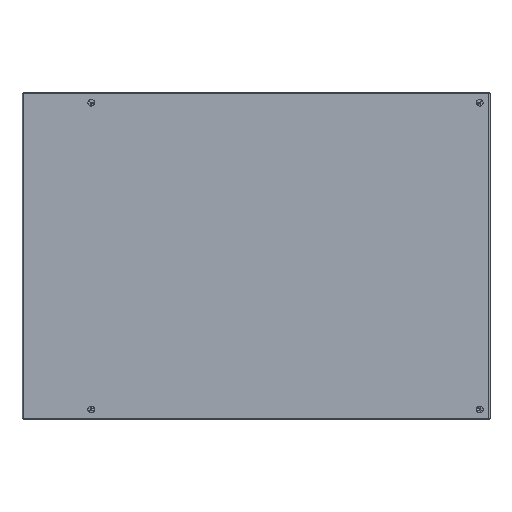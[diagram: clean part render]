
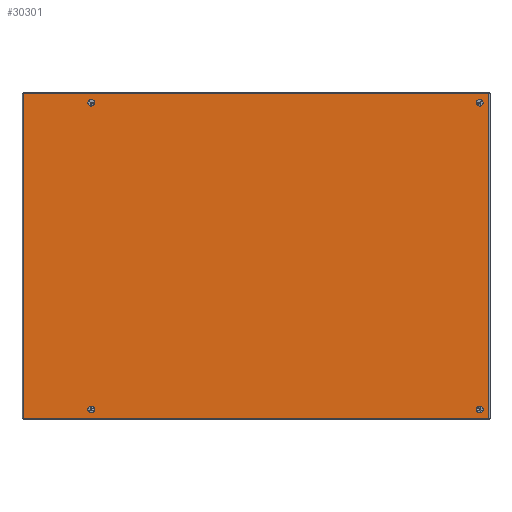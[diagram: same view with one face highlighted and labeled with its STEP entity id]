
A CAD part, left-side view. The second image highlights one B-rep face of the part: STEP entity #30301.
In plain terms, the highlighted face is planar.
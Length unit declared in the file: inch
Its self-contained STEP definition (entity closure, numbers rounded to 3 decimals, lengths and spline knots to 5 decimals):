
#1763 = EDGE_LOOP ( 'NONE', ( #4838, #2569, #49892, #42480 ) ) ;
#2569 = ORIENTED_EDGE ( 'NONE', *, *, #51644, .T. ) ;
#3641 = DIRECTION ( 'NONE',  ( 0., -1., 0. ) ) ;
#3799 = CARTESIAN_POINT ( 'NONE',  ( 11.5, 0., 14.221 ) ) ;
#4031 = EDGE_CURVE ( 'NONE', #44794, #14000, #31595, .T. ) ;
#4838 = ORIENTED_EDGE ( 'NONE', *, *, #14334, .F. ) ;
#5203 = AXIS2_PLACEMENT_3D ( 'NONE', #27096, #44506, #43758 ) ;
#5568 = FACE_BOUND ( 'NONE', #36020, .T. ) ;
#6789 = CIRCLE ( 'NONE', #46807, 0.25 ) ;
#7159 = DIRECTION ( 'NONE',  ( 0., 0., 1. ) ) ;
#7552 = CARTESIAN_POINT ( 'NONE',  ( 11., 0., 14.221 ) ) ;
#8196 = CARTESIAN_POINT ( 'NONE',  ( -11.928, 0., -14.921 ) ) ;
#8953 = CIRCLE ( 'NONE', #13686, 0.25 ) ;
#9711 = ORIENTED_EDGE ( 'NONE', *, *, #43469, .T. ) ;
#10207 = CIRCLE ( 'NONE', #19521, 0.25 ) ;
#12400 = CARTESIAN_POINT ( 'NONE',  ( 11.928, 0., -14.921 ) ) ;
#12596 = DIRECTION ( 'NONE',  ( -1., 0., 0. ) ) ;
#12678 = FACE_OUTER_BOUND ( 'NONE', #1763, .T. ) ;
#13106 = CARTESIAN_POINT ( 'NONE',  ( -11., 0., 14.221 ) ) ;
#13686 = AXIS2_PLACEMENT_3D ( 'NONE', #26660, #30943, #35075 ) ;
#14000 = VERTEX_POINT ( 'NONE', #12400 ) ;
#14334 = EDGE_CURVE ( 'NONE', #15525, #14000, #23132, .T. ) ;
#14661 = CIRCLE ( 'NONE', #31190, 0.25 ) ;
#14990 = EDGE_CURVE ( 'NONE', #41435, #24079, #41540, .T. ) ;
#15383 = CARTESIAN_POINT ( 'NONE',  ( -11.25, 0., -14.279 ) ) ;
#15525 = VERTEX_POINT ( 'NONE', #8196 ) ;
#15552 = DIRECTION ( 'NONE',  ( 0., -1., 0. ) ) ;
#15612 = CARTESIAN_POINT ( 'NONE',  ( 11.25, 0., -14.029 ) ) ;
#15943 = ORIENTED_EDGE ( 'NONE', *, *, #23175, .T. ) ;
#16638 = CARTESIAN_POINT ( 'NONE',  ( 11.25, 0., -14.279 ) ) ;
#16816 = DIRECTION ( 'NONE',  ( 0., 0., -1. ) ) ;
#17495 = AXIS2_PLACEMENT_3D ( 'NONE', #15383, #15552, #54059 ) ;
#18104 = VERTEX_POINT ( 'NONE', #43291 ) ;
#19351 = CIRCLE ( 'NONE', #5203, 0.25 ) ;
#19521 = AXIS2_PLACEMENT_3D ( 'NONE', #26646, #31278, #39765 ) ;
#20074 = VECTOR ( 'NONE', #7159, 39.37008 ) ;
#20738 = ORIENTED_EDGE ( 'NONE', *, *, #24229, .T. ) ;
#20757 = LINE ( 'NONE', #33580, #45587 ) ;
#20759 = LINE ( 'NONE', #32967, #20074 ) ;
#21023 = ORIENTED_EDGE ( 'NONE', *, *, #29344, .T. ) ;
#21072 = DIRECTION ( 'NONE',  ( 0., -1., 0. ) ) ;
#21825 = CARTESIAN_POINT ( 'NONE',  ( 11.25, 0., -14.529 ) ) ;
#23132 = LINE ( 'NONE', #34735, #31858 ) ;
#23175 = EDGE_CURVE ( 'NONE', #24079, #41435, #8953, .T. ) ;
#24079 = VERTEX_POINT ( 'NONE', #21825 ) ;
#24229 = EDGE_CURVE ( 'NONE', #29317, #40949, #19351, .T. ) ;
#24758 = CARTESIAN_POINT ( 'NONE',  ( 11.25, 0., 14.221 ) ) ;
#25481 = DIRECTION ( 'NONE',  ( -1., 0., 0. ) ) ;
#25952 = AXIS2_PLACEMENT_3D ( 'NONE', #51053, #21072, #51233 ) ;
#26295 = DIRECTION ( 'NONE',  ( 1., 0., 0. ) ) ;
#26646 = CARTESIAN_POINT ( 'NONE',  ( 11.25, 0., 14.221 ) ) ;
#26660 = CARTESIAN_POINT ( 'NONE',  ( 11.25, 0., -14.279 ) ) ;
#27096 = CARTESIAN_POINT ( 'NONE',  ( -11.25, 0., -14.279 ) ) ;
#28730 = DIRECTION ( 'NONE',  ( -1., 0., 0. ) ) ;
#29317 = VERTEX_POINT ( 'NONE', #35421 ) ;
#29344 = EDGE_CURVE ( 'NONE', #31244, #31141, #10207, .T. ) ;
#29806 = VERTEX_POINT ( 'NONE', #42160 ) ;
#30301 = ADVANCED_FACE ( 'NONE', ( #52536, #5568, #12678, #39623, #34734 ), #41185, .F. ) ;
#30911 = DIRECTION ( 'NONE',  ( 0., 0., -1. ) ) ;
#30943 = DIRECTION ( 'NONE',  ( 0., -1., 0. ) ) ;
#31141 = VERTEX_POINT ( 'NONE', #7552 ) ;
#31190 = AXIS2_PLACEMENT_3D ( 'NONE', #24758, #3641, #12596 ) ;
#31244 = VERTEX_POINT ( 'NONE', #3799 ) ;
#31277 = VERTEX_POINT ( 'NONE', #13106 ) ;
#31278 = DIRECTION ( 'NONE',  ( 0., -1., 0. ) ) ;
#31423 = CARTESIAN_POINT ( 'NONE',  ( -11.5, 0., -14.279 ) ) ;
#31595 = LINE ( 'NONE', #44047, #46389 ) ;
#31858 = VECTOR ( 'NONE', #26295, 39.37008 ) ;
#32436 = ORIENTED_EDGE ( 'NONE', *, *, #50673, .T. ) ;
#32967 = CARTESIAN_POINT ( 'NONE',  ( -11.928, 0., 19.242 ) ) ;
#33067 = CARTESIAN_POINT ( 'NONE',  ( -11.25, 0., 14.221 ) ) ;
#33498 = DIRECTION ( 'NONE',  ( 0., -1., 0. ) ) ;
#33580 = CARTESIAN_POINT ( 'NONE',  ( 11.928, 0., 19.19059 ) ) ;
#33615 = EDGE_CURVE ( 'NONE', #31141, #31244, #14661, .T. ) ;
#33734 = ORIENTED_EDGE ( 'NONE', *, *, #14990, .T. ) ;
#33850 = ORIENTED_EDGE ( 'NONE', *, *, #33615, .T. ) ;
#34734 = FACE_BOUND ( 'NONE', #53960, .T. ) ;
#34735 = CARTESIAN_POINT ( 'NONE',  ( 11.928, 0., -14.921 ) ) ;
#35075 = DIRECTION ( 'NONE',  ( 0., 0., -1. ) ) ;
#35421 = CARTESIAN_POINT ( 'NONE',  ( -11., 0., -14.279 ) ) ;
#35585 = DIRECTION ( 'NONE',  ( 0., -1., 0. ) ) ;
#36020 = EDGE_LOOP ( 'NONE', ( #9711, #20738 ) ) ;
#36669 = CIRCLE ( 'NONE', #38888, 0.25 ) ;
#37009 = DIRECTION ( 'NONE',  ( -1., 0., 0. ) ) ;
#38888 = AXIS2_PLACEMENT_3D ( 'NONE', #52076, #35585, #25481 ) ;
#39623 = FACE_BOUND ( 'NONE', #49297, .T. ) ;
#39765 = DIRECTION ( 'NONE',  ( -1., 0., 0. ) ) ;
#39813 = AXIS2_PLACEMENT_3D ( 'NONE', #16638, #33498, #16816 ) ;
#40126 = EDGE_CURVE ( 'NONE', #44794, #18104, #20757, .T. ) ;
#40519 = CIRCLE ( 'NONE', #17495, 0.25 ) ;
#40949 = VERTEX_POINT ( 'NONE', #31423 ) ;
#41185 = PLANE ( 'NONE',  #25952 ) ;
#41435 = VERTEX_POINT ( 'NONE', #15612 ) ;
#41540 = CIRCLE ( 'NONE', #39813, 0.25 ) ;
#42160 = CARTESIAN_POINT ( 'NONE',  ( -11.5, 0., 14.221 ) ) ;
#42480 = ORIENTED_EDGE ( 'NONE', *, *, #4031, .T. ) ;
#43291 = CARTESIAN_POINT ( 'NONE',  ( -11.928, 0., 19.19059 ) ) ;
#43469 = EDGE_CURVE ( 'NONE', #40949, #29317, #40519, .T. ) ;
#43758 = DIRECTION ( 'NONE',  ( -1., 0., 0. ) ) ;
#44047 = CARTESIAN_POINT ( 'NONE',  ( 11.928, 0., -14.957 ) ) ;
#44506 = DIRECTION ( 'NONE',  ( 0., -1., 0. ) ) ;
#44794 = VERTEX_POINT ( 'NONE', #52741 ) ;
#45587 = VECTOR ( 'NONE', #28730, 39.37008 ) ;
#46253 = ORIENTED_EDGE ( 'NONE', *, *, #51579, .T. ) ;
#46389 = VECTOR ( 'NONE', #30911, 39.37008 ) ;
#46807 = AXIS2_PLACEMENT_3D ( 'NONE', #33067, #50307, #37009 ) ;
#47436 = EDGE_LOOP ( 'NONE', ( #32436, #46253 ) ) ;
#49297 = EDGE_LOOP ( 'NONE', ( #15943, #33734 ) ) ;
#49892 = ORIENTED_EDGE ( 'NONE', *, *, #40126, .F. ) ;
#50307 = DIRECTION ( 'NONE',  ( 0., -1., 0. ) ) ;
#50673 = EDGE_CURVE ( 'NONE', #29806, #31277, #36669, .T. ) ;
#51053 = CARTESIAN_POINT ( 'NONE',  ( 11.928, 0., -14.957 ) ) ;
#51233 = DIRECTION ( 'NONE',  ( 0., 0., 1. ) ) ;
#51579 = EDGE_CURVE ( 'NONE', #31277, #29806, #6789, .T. ) ;
#51644 = EDGE_CURVE ( 'NONE', #15525, #18104, #20759, .T. ) ;
#52076 = CARTESIAN_POINT ( 'NONE',  ( -11.25, 0., 14.221 ) ) ;
#52536 = FACE_BOUND ( 'NONE', #47436, .T. ) ;
#52741 = CARTESIAN_POINT ( 'NONE',  ( 11.928, 0., 19.19059 ) ) ;
#53960 = EDGE_LOOP ( 'NONE', ( #33850, #21023 ) ) ;
#54059 = DIRECTION ( 'NONE',  ( -1., 0., 0. ) ) ;
